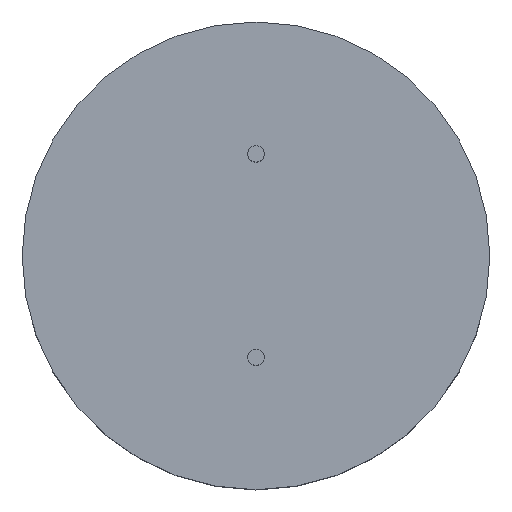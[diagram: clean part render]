
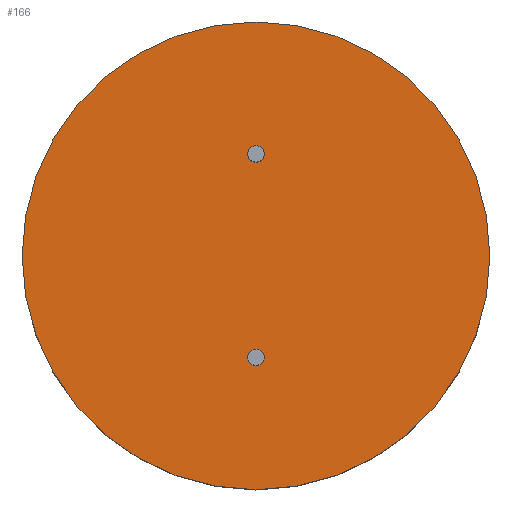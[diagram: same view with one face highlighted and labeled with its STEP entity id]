
A CAD part, top view. The second image highlights one B-rep face of the part: STEP entity #166.
In plain terms, the highlighted planar face has unit normal (0, 0, 1).
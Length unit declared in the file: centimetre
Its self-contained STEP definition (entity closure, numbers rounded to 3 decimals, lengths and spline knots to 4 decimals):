
#106=PLANE('',#177);
#109=VERTEX_POINT('',#208);
#111=VERTEX_POINT('',#214);
#112=VERTEX_POINT('',#218);
#115=CIRCLE('',#171,0.04);
#117=CIRCLE('',#175,0.04);
#118=CIRCLE('',#178,1.15);
#121=EDGE_CURVE('',#109,#109,#115,.T.);
#123=EDGE_CURVE('',#111,#111,#117,.T.);
#124=EDGE_CURVE('',#112,#112,#118,.T.);
#132=ORIENTED_EDGE('',*,*,#124,.F.);
#133=ORIENTED_EDGE('',*,*,#123,.T.);
#134=ORIENTED_EDGE('',*,*,#121,.T.);
#144=EDGE_LOOP('',(#132));
#145=EDGE_LOOP('',(#133));
#146=EDGE_LOOP('',(#134));
#156=FACE_BOUND('',#144,.T.);
#157=FACE_BOUND('',#145,.T.);
#158=FACE_BOUND('',#146,.T.);
#166=ADVANCED_FACE('',(#156,#157,#158),#106,.T.);
#171=AXIS2_PLACEMENT_3D('',#207,#186,#187);
#175=AXIS2_PLACEMENT_3D('',#213,#193,#194);
#177=AXIS2_PLACEMENT_3D('',#216,#196,$);
#178=AXIS2_PLACEMENT_3D('',#217,#197,#198);
#186=DIRECTION('',(0.,0.,-1.));
#187=DIRECTION('',(0.04,0.,0.));
#193=DIRECTION('',(0.,0.,-1.));
#194=DIRECTION('',(0.04,0.,0.));
#196=DIRECTION('',(0.,0.,1.));
#197=DIRECTION('',(0.,0.,-1.));
#198=DIRECTION('',(1.15,0.,0.));
#207=CARTESIAN_POINT('',(0.,-0.5,0.8));
#208=CARTESIAN_POINT('',(0.04,-0.5,0.8));
#213=CARTESIAN_POINT('',(0.,0.5,0.8));
#214=CARTESIAN_POINT('',(0.04,0.5,0.8));
#216=CARTESIAN_POINT('',(0.,0.,0.8));
#217=CARTESIAN_POINT('',(0.,0.,0.8));
#218=CARTESIAN_POINT('',(1.15,0.,0.8));
